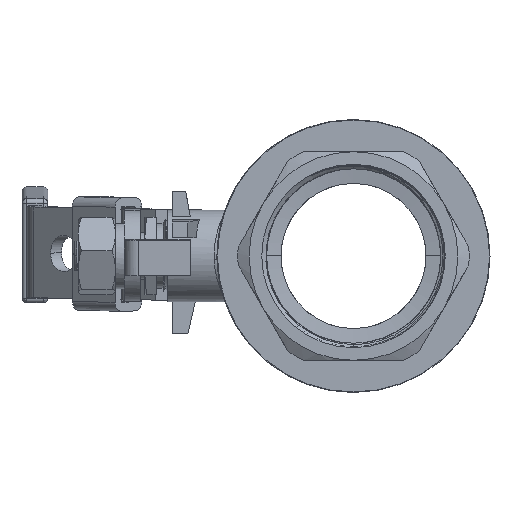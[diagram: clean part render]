
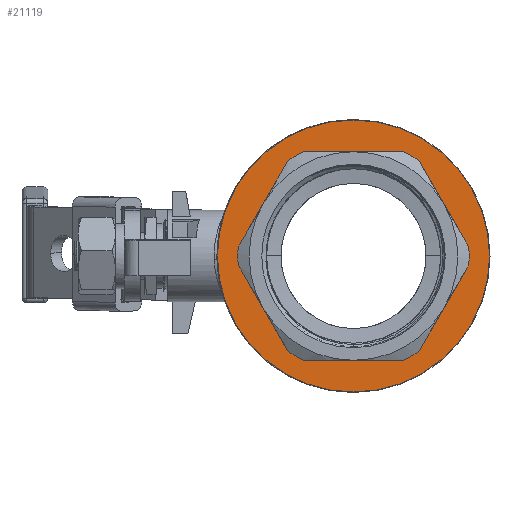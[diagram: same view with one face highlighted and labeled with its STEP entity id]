
A CAD part, left-side view. The second image highlights one B-rep face of the part: STEP entity #21119.
In plain terms, the highlighted face is planar.
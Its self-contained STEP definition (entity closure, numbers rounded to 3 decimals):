
#683 = EDGE_CURVE ( 'NONE', #3343, #29323, #21191, .T. ) ;
#852 = DIRECTION ( 'NONE',  ( 0.5, 0., -0.866 ) ) ;
#1030 = VERTEX_POINT ( 'NONE', #15349 ) ;
#1220 = ORIENTED_EDGE ( 'NONE', *, *, #25781, .F. ) ;
#1693 = DIRECTION ( 'NONE',  ( 0., 0., 1. ) ) ;
#1771 = DIRECTION ( 'NONE',  ( 0., 0., 1. ) ) ;
#1856 = EDGE_CURVE ( 'NONE', #2753, #18250, #25307, .T. ) ;
#2243 = EDGE_CURVE ( 'NONE', #19686, #33142, #36463, .T. ) ;
#2373 = DIRECTION ( 'NONE',  ( 0., 0., 1. ) ) ;
#2501 = ORIENTED_EDGE ( 'NONE', *, *, #30094, .F. ) ;
#2504 = CIRCLE ( 'NONE', #23309, 30. ) ;
#2559 = CARTESIAN_POINT ( 'NONE',  ( -19.919, -2.092, -11.5 ) ) ;
#2753 = VERTEX_POINT ( 'NONE', #6836 ) ;
#3043 = ORIENTED_EDGE ( 'NONE', *, *, #2243, .F. ) ;
#3343 = VERTEX_POINT ( 'NONE', #6029 ) ;
#3542 = DIRECTION ( 'NONE',  ( -0.5, 0., -0.866 ) ) ;
#3628 = DIRECTION ( 'NONE',  ( 1., 0., 0. ) ) ;
#4400 = CARTESIAN_POINT ( 'NONE',  ( 0., -2.092, 0. ) ) ;
#4526 = DIRECTION ( 'NONE',  ( 0., -1., 0. ) ) ;
#4733 = EDGE_CURVE ( 'NONE', #6863, #5926, #26127, .T. ) ;
#5926 = VERTEX_POINT ( 'NONE', #23010 ) ;
#6029 = CARTESIAN_POINT ( 'NONE',  ( 0., -2.092, -30. ) ) ;
#6308 = VECTOR ( 'NONE', #32434, 1000. ) ;
#6729 = CARTESIAN_POINT ( 'NONE',  ( -14.413, -2.092, -21.036 ) ) ;
#6836 = CARTESIAN_POINT ( 'NONE',  ( 25.424, -2.092, -1.964 ) ) ;
#6863 = VERTEX_POINT ( 'NONE', #17744 ) ;
#6865 = DIRECTION ( 'NONE',  ( 0., 1., 0. ) ) ;
#7283 = CIRCLE ( 'NONE', #20679, 25.5 ) ;
#7576 = VERTEX_POINT ( 'NONE', #27960 ) ;
#7785 = CARTESIAN_POINT ( 'NONE',  ( 11.011, -2.092, -23. ) ) ;
#8099 = DIRECTION ( 'NONE',  ( 0., 1., 0. ) ) ;
#9575 = VERTEX_POINT ( 'NONE', #6729 ) ;
#10336 = DIRECTION ( 'NONE',  ( 0., 0., 1. ) ) ;
#10542 = CARTESIAN_POINT ( 'NONE',  ( 0., -2.092, -23. ) ) ;
#10717 = ORIENTED_EDGE ( 'NONE', *, *, #33668, .F. ) ;
#10958 = VECTOR ( 'NONE', #3542, 1000. ) ;
#11159 = CARTESIAN_POINT ( 'NONE',  ( -25.424, -2.092, 1.964 ) ) ;
#11254 = CARTESIAN_POINT ( 'NONE',  ( 0., -2.092, 0. ) ) ;
#11285 = AXIS2_PLACEMENT_3D ( 'NONE', #18361, #15527, #24041 ) ;
#11306 = CARTESIAN_POINT ( 'NONE',  ( 0., -2.092, 0. ) ) ;
#11312 = VECTOR ( 'NONE', #852, 1000. ) ;
#11435 = EDGE_CURVE ( 'NONE', #33142, #1030, #19477, .T. ) ;
#11571 = DIRECTION ( 'NONE',  ( 0., 1., 0. ) ) ;
#11890 = EDGE_CURVE ( 'NONE', #9575, #7576, #30108, .T. ) ;
#12001 = DIRECTION ( 'NONE',  ( -0.5, 0., 0.866 ) ) ;
#12381 = CARTESIAN_POINT ( 'NONE',  ( 19.919, -2.092, 11.5 ) ) ;
#13049 = CARTESIAN_POINT ( 'NONE',  ( 14.413, -2.092, -21.036 ) ) ;
#13078 = DIRECTION ( 'NONE',  ( 0., 0., 1. ) ) ;
#14076 = DIRECTION ( 'NONE',  ( 0., 0., 1. ) ) ;
#14123 = DIRECTION ( 'NONE',  ( 0., 1., 0. ) ) ;
#14220 = CIRCLE ( 'NONE', #23916, 25.5 ) ;
#14363 = CARTESIAN_POINT ( 'NONE',  ( 0., -2.092, 0. ) ) ;
#15349 = CARTESIAN_POINT ( 'NONE',  ( 11.011, -2.092, 23. ) ) ;
#15520 = VECTOR ( 'NONE', #31270, 1000. ) ;
#15527 = DIRECTION ( 'NONE',  ( 0., -1., 0. ) ) ;
#15886 = EDGE_CURVE ( 'NONE', #1030, #6863, #33970, .T. ) ;
#16084 = CARTESIAN_POINT ( 'NONE',  ( 0., -2.092, 0. ) ) ;
#16565 = DIRECTION ( 'NONE',  ( 0., -1., 0. ) ) ;
#17099 = AXIS2_PLACEMENT_3D ( 'NONE', #30898, #16565, #1771 ) ;
#17145 = EDGE_CURVE ( 'NONE', #7576, #32578, #20903, .T. ) ;
#17551 = AXIS2_PLACEMENT_3D ( 'NONE', #29328, #8099, #14076 ) ;
#17744 = CARTESIAN_POINT ( 'NONE',  ( 14.413, -2.092, 21.036 ) ) ;
#17980 = ORIENTED_EDGE ( 'NONE', *, *, #4733, .F. ) ;
#17997 = ORIENTED_EDGE ( 'NONE', *, *, #11890, .F. ) ;
#18250 = VERTEX_POINT ( 'NONE', #13049 ) ;
#18306 = CARTESIAN_POINT ( 'NONE',  ( 19.919, -2.092, -11.5 ) ) ;
#18361 = CARTESIAN_POINT ( 'NONE',  ( 30., -2.092, 0. ) ) ;
#19196 = ORIENTED_EDGE ( 'NONE', *, *, #34303, .F. ) ;
#19477 = LINE ( 'NONE', #32128, #28738 ) ;
#19542 = DIRECTION ( 'NONE',  ( 0., 1., 0. ) ) ;
#19686 = VERTEX_POINT ( 'NONE', #33525 ) ;
#19762 = DIRECTION ( 'NONE',  ( 0., 1., 0. ) ) ;
#19876 = ORIENTED_EDGE ( 'NONE', *, *, #24805, .F. ) ;
#19897 = DIRECTION ( 'NONE',  ( 0., 0., 1. ) ) ;
#20157 = CIRCLE ( 'NONE', #21371, 25.5 ) ;
#20472 = ORIENTED_EDGE ( 'NONE', *, *, #11435, .F. ) ;
#20679 = AXIS2_PLACEMENT_3D ( 'NONE', #11306, #11571, #2373 ) ;
#20903 = CIRCLE ( 'NONE', #38433, 25.5 ) ;
#20911 = ORIENTED_EDGE ( 'NONE', *, *, #1856, .F. ) ;
#21119 = ADVANCED_FACE ( 'NONE', ( #21253, #37477 ), #24295, .F. ) ;
#21191 = CIRCLE ( 'NONE', #17099, 30. ) ;
#21253 = FACE_OUTER_BOUND ( 'NONE', #25577, .T. ) ;
#21371 = AXIS2_PLACEMENT_3D ( 'NONE', #14363, #19762, #19897 ) ;
#23010 = CARTESIAN_POINT ( 'NONE',  ( 25.424, -2.092, 1.964 ) ) ;
#23043 = DIRECTION ( 'NONE',  ( 0., 0., 1. ) ) ;
#23309 = AXIS2_PLACEMENT_3D ( 'NONE', #4400, #4526, #10336 ) ;
#23373 = LINE ( 'NONE', #10542, #15520 ) ;
#23470 = CARTESIAN_POINT ( 'NONE',  ( -19.919, -2.092, 11.5 ) ) ;
#23738 = VERTEX_POINT ( 'NONE', #23967 ) ;
#23916 = AXIS2_PLACEMENT_3D ( 'NONE', #11254, #14123, #23043 ) ;
#23967 = CARTESIAN_POINT ( 'NONE',  ( -11.011, -2.092, -23. ) ) ;
#24041 = DIRECTION ( 'NONE',  ( 0., 0., -1. ) ) ;
#24106 = VECTOR ( 'NONE', #12001, 1000. ) ;
#24295 = PLANE ( 'NONE',  #11285 ) ;
#24805 = EDGE_CURVE ( 'NONE', #5926, #2753, #7283, .T. ) ;
#25121 = CARTESIAN_POINT ( 'NONE',  ( -11.011, -2.092, 23. ) ) ;
#25307 = LINE ( 'NONE', #18306, #10958 ) ;
#25379 = CARTESIAN_POINT ( 'NONE',  ( 0., -2.092, 0. ) ) ;
#25577 = EDGE_LOOP ( 'NONE', ( #2501, #36000 ) ) ;
#25781 = EDGE_CURVE ( 'NONE', #18250, #37787, #14220, .T. ) ;
#26127 = LINE ( 'NONE', #12381, #11312 ) ;
#27960 = CARTESIAN_POINT ( 'NONE',  ( -25.424, -2.092, -1.964 ) ) ;
#28613 = CARTESIAN_POINT ( 'NONE',  ( 0., -2.092, 30. ) ) ;
#28738 = VECTOR ( 'NONE', #3628, 1000. ) ;
#29323 = VERTEX_POINT ( 'NONE', #28613 ) ;
#29328 = CARTESIAN_POINT ( 'NONE',  ( 0., -2.092, 0. ) ) ;
#29932 = LINE ( 'NONE', #23470, #6308 ) ;
#30094 = EDGE_CURVE ( 'NONE', #29323, #3343, #2504, .T. ) ;
#30108 = LINE ( 'NONE', #2559, #24106 ) ;
#30898 = CARTESIAN_POINT ( 'NONE',  ( 0., -2.092, 0. ) ) ;
#31270 = DIRECTION ( 'NONE',  ( -1., 0., 0. ) ) ;
#31701 = ORIENTED_EDGE ( 'NONE', *, *, #15886, .F. ) ;
#32128 = CARTESIAN_POINT ( 'NONE',  ( 0., -2.092, 23. ) ) ;
#32434 = DIRECTION ( 'NONE',  ( 0.5, 0., 0.866 ) ) ;
#32578 = VERTEX_POINT ( 'NONE', #11159 ) ;
#33142 = VERTEX_POINT ( 'NONE', #25121 ) ;
#33525 = CARTESIAN_POINT ( 'NONE',  ( -14.413, -2.092, 21.036 ) ) ;
#33668 = EDGE_CURVE ( 'NONE', #32578, #19686, #29932, .T. ) ;
#33970 = CIRCLE ( 'NONE', #17551, 25.5 ) ;
#34303 = EDGE_CURVE ( 'NONE', #23738, #9575, #20157, .T. ) ;
#34562 = EDGE_LOOP ( 'NONE', ( #1220, #20911, #19876, #17980, #31701, #20472, #3043, #10717, #35487, #17997, #19196, #37228 ) ) ;
#35487 = ORIENTED_EDGE ( 'NONE', *, *, #17145, .F. ) ;
#36000 = ORIENTED_EDGE ( 'NONE', *, *, #683, .F. ) ;
#36304 = EDGE_CURVE ( 'NONE', #37787, #23738, #23373, .T. ) ;
#36463 = CIRCLE ( 'NONE', #38136, 25.5 ) ;
#37228 = ORIENTED_EDGE ( 'NONE', *, *, #36304, .F. ) ;
#37477 = FACE_BOUND ( 'NONE', #34562, .T. ) ;
#37787 = VERTEX_POINT ( 'NONE', #7785 ) ;
#38136 = AXIS2_PLACEMENT_3D ( 'NONE', #25379, #19542, #1693 ) ;
#38433 = AXIS2_PLACEMENT_3D ( 'NONE', #16084, #6865, #13078 ) ;
